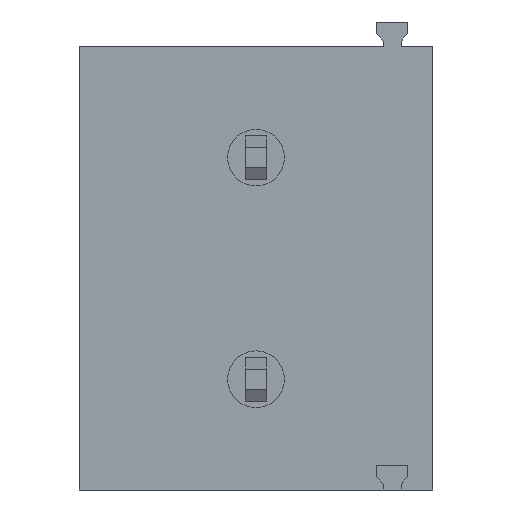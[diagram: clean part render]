
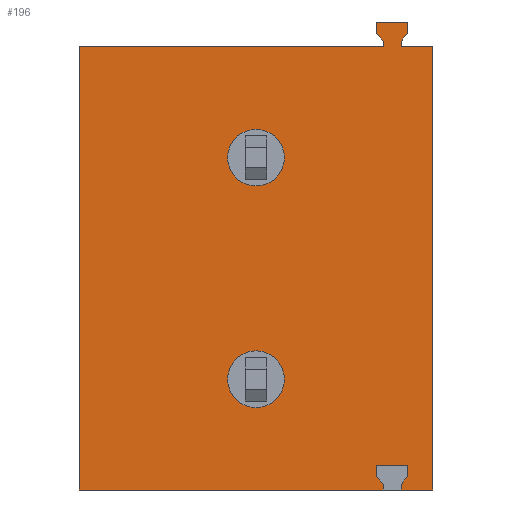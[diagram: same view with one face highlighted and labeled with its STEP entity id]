
A CAD part, front view. The second image highlights one B-rep face of the part: STEP entity #196.
In plain terms, the highlighted planar face has unit normal (0, -1, 0).
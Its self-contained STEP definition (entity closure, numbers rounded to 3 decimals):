
#196=ADVANCED_FACE('',(#507,#508,#509),#510,.T.);
#507=FACE_OUTER_BOUND('',#942,.T.);
#508=FACE_BOUND('',#943,.T.);
#509=FACE_BOUND('',#944,.T.);
#510=PLANE('',#945);
#942=EDGE_LOOP('',(#1466,#1467,#1468,#1469,#1470,#1471,#1472,#1473,#1474,#1475,#1476,#1477,#1478,#1479,#1480,#1481,#1482,#1483,#1484,#1485));
#943=EDGE_LOOP('',(#1486,#1487));
#944=EDGE_LOOP('',(#1488,#1489));
#945=AXIS2_PLACEMENT_3D('',#1490,#1491,#1492);
#1466=ORIENTED_EDGE('',*,*,#2638,.T.);
#1467=ORIENTED_EDGE('',*,*,#2651,.T.);
#1468=ORIENTED_EDGE('',*,*,#2652,.T.);
#1469=ORIENTED_EDGE('',*,*,#2653,.T.);
#1470=ORIENTED_EDGE('',*,*,#2654,.T.);
#1471=ORIENTED_EDGE('',*,*,#2655,.T.);
#1472=ORIENTED_EDGE('',*,*,#2656,.T.);
#1473=ORIENTED_EDGE('',*,*,#2657,.T.);
#1474=ORIENTED_EDGE('',*,*,#2658,.T.);
#1475=ORIENTED_EDGE('',*,*,#2659,.T.);
#1476=ORIENTED_EDGE('',*,*,#2660,.F.);
#1477=ORIENTED_EDGE('',*,*,#2661,.F.);
#1478=ORIENTED_EDGE('',*,*,#2662,.F.);
#1479=ORIENTED_EDGE('',*,*,#2663,.F.);
#1480=ORIENTED_EDGE('',*,*,#2664,.F.);
#1481=ORIENTED_EDGE('',*,*,#2665,.F.);
#1482=ORIENTED_EDGE('',*,*,#2666,.F.);
#1483=ORIENTED_EDGE('',*,*,#2667,.F.);
#1484=ORIENTED_EDGE('',*,*,#2668,.F.);
#1485=ORIENTED_EDGE('',*,*,#2669,.F.);
#1486=ORIENTED_EDGE('',*,*,#2670,.F.);
#1487=ORIENTED_EDGE('',*,*,#2629,.F.);
#1488=ORIENTED_EDGE('',*,*,#2583,.F.);
#1489=ORIENTED_EDGE('',*,*,#2671,.F.);
#1490=CARTESIAN_POINT('',(-4.901,0.0,-6.588));
#1491=DIRECTION('',(-0.0,-1.0,0.0));
#1492=DIRECTION('',(0.,0.0,1.0));
#2583=EDGE_CURVE('',#3083,#3086,#3087,.T.);
#2629=EDGE_CURVE('',#3165,#3168,#3169,.T.);
#2638=EDGE_CURVE('',#3183,#3184,#3185,.T.);
#2651=EDGE_CURVE('',#3184,#3204,#3205,.T.);
#2652=EDGE_CURVE('',#3204,#3206,#3207,.T.);
#2653=EDGE_CURVE('',#3206,#3208,#3209,.T.);
#2654=EDGE_CURVE('',#3208,#3210,#3211,.T.);
#2655=EDGE_CURVE('',#3210,#3212,#3213,.T.);
#2656=EDGE_CURVE('',#3212,#3214,#3215,.T.);
#2657=EDGE_CURVE('',#3214,#3216,#3217,.T.);
#2658=EDGE_CURVE('',#3216,#3218,#3219,.T.);
#2659=EDGE_CURVE('',#3218,#3220,#3221,.T.);
#2660=EDGE_CURVE('',#3222,#3220,#3223,.T.);
#2661=EDGE_CURVE('',#3224,#3222,#3225,.T.);
#2662=EDGE_CURVE('',#3226,#3224,#3227,.T.);
#2663=EDGE_CURVE('',#3228,#3226,#3229,.T.);
#2664=EDGE_CURVE('',#3230,#3228,#3231,.T.);
#2665=EDGE_CURVE('',#3232,#3230,#3233,.T.);
#2666=EDGE_CURVE('',#3234,#3232,#3235,.T.);
#2667=EDGE_CURVE('',#3236,#3234,#3237,.T.);
#2668=EDGE_CURVE('',#3238,#3236,#3239,.T.);
#2669=EDGE_CURVE('',#3183,#3238,#3240,.T.);
#2670=EDGE_CURVE('',#3168,#3165,#3241,.T.);
#2671=EDGE_CURVE('',#3086,#3083,#3242,.T.);
#3083=VERTEX_POINT('',#3881);
#3086=VERTEX_POINT('',#3885);
#3087=CIRCLE('',#3886,0.65);
#3165=VERTEX_POINT('',#4058);
#3168=VERTEX_POINT('',#4062);
#3169=CIRCLE('',#4063,0.65);
#3183=VERTEX_POINT('',#4080);
#3184=VERTEX_POINT('',#4081);
#3185=LINE('',#4082,#4083);
#3204=VERTEX_POINT('',#4264);
#3205=LINE('',#4265,#4266);
#3206=VERTEX_POINT('',#4267);
#3207=LINE('',#4268,#4269);
#3208=VERTEX_POINT('',#4270);
#3209=LINE('',#4271,#4272);
#3210=VERTEX_POINT('',#4273);
#3211=LINE('',#4274,#4275);
#3212=VERTEX_POINT('',#4276);
#3213=LINE('',#4277,#4278);
#3214=VERTEX_POINT('',#4279);
#3215=LINE('',#4280,#4281);
#3216=VERTEX_POINT('',#4282);
#3217=LINE('',#4283,#4284);
#3218=VERTEX_POINT('',#4285);
#3219=LINE('',#4286,#4287);
#3220=VERTEX_POINT('',#4288);
#3221=LINE('',#4289,#4290);
#3222=VERTEX_POINT('',#4291);
#3223=LINE('',#4292,#4293);
#3224=VERTEX_POINT('',#4294);
#3225=LINE('',#4295,#4296);
#3226=VERTEX_POINT('',#4297);
#3227=LINE('',#4298,#4299);
#3228=VERTEX_POINT('',#4300);
#3229=LINE('',#4301,#4302);
#3230=VERTEX_POINT('',#4303);
#3231=LINE('',#4304,#4305);
#3232=VERTEX_POINT('',#4306);
#3233=LINE('',#4307,#4308);
#3234=VERTEX_POINT('',#4309);
#3235=LINE('',#4310,#4311);
#3236=VERTEX_POINT('',#4312);
#3237=LINE('',#4313,#4314);
#3238=VERTEX_POINT('',#4315);
#3239=LINE('',#4316,#4317);
#3240=LINE('',#4318,#4319);
#3241=CIRCLE('',#4320,0.65);
#3242=CIRCLE('',#4321,0.65);
#3881=CARTESIAN_POINT('',(-4.127,0.0,-8.19));
#3885=CARTESIAN_POINT('',(-2.827,0.0,-8.19));
#3886=AXIS2_PLACEMENT_3D('',#5065,#5066,#5067);
#4058=CARTESIAN_POINT('',(-4.127,0.0,-3.11));
#4062=CARTESIAN_POINT('',(-2.827,0.0,-3.11));
#4063=AXIS2_PLACEMENT_3D('',#5139,#5140,#5141);
#4080=CARTESIAN_POINT('',(-7.527,0.0,-0.57));
#4081=CARTESIAN_POINT('',(-7.527,0.0,-10.73));
#4082=CARTESIAN_POINT('',(-7.527,0.0,-8.19));
#4083=VECTOR('',#5154,1.0);
#4264=CARTESIAN_POINT('',(-0.564,0.0,-10.73));
#4265=CARTESIAN_POINT('',(49.595,0.0,-10.73));
#4266=VECTOR('',#5167,1.0);
#4267=CARTESIAN_POINT('',(-0.564,0.0,-10.601));
#4268=CARTESIAN_POINT('',(-0.564,0.0,-8.19));
#4269=VECTOR('',#5168,1.0);
#4270=CARTESIAN_POINT('',(-0.714,0.0,-10.423));
#4271=CARTESIAN_POINT('',(-2.592,0.0,-8.19));
#4272=VECTOR('',#5169,1.0);
#4273=CARTESIAN_POINT('',(-0.714,0.0,-10.16));
#4274=CARTESIAN_POINT('',(-0.714,0.0,-8.19));
#4275=VECTOR('',#5170,1.0);
#4276=CARTESIAN_POINT('',(0.0,0.0,-10.16));
#4277=CARTESIAN_POINT('',(49.595,0.0,-10.16));
#4278=VECTOR('',#5171,1.0);
#4279=CARTESIAN_POINT('',(0.0,0.0,-10.423));
#4280=CARTESIAN_POINT('',(0.0,0.0,-8.19));
#4281=VECTOR('',#5172,1.0);
#4282=CARTESIAN_POINT('',(-0.15,0.0,-10.601));
#4283=CARTESIAN_POINT('',(1.878,0.0,-8.19));
#4284=VECTOR('',#5173,1.0);
#4285=CARTESIAN_POINT('',(-0.15,0.0,-10.73));
#4286=CARTESIAN_POINT('',(-0.15,0.0,-8.19));
#4287=VECTOR('',#5174,1.0);
#4288=CARTESIAN_POINT('',(0.573,0.0,-10.73));
#4289=CARTESIAN_POINT('',(49.595,0.0,-10.73));
#4290=VECTOR('',#5175,1.0);
#4291=CARTESIAN_POINT('',(0.573,0.0,-0.57));
#4292=CARTESIAN_POINT('',(0.573,0.0,-8.19));
#4293=VECTOR('',#5176,1.0);
#4294=CARTESIAN_POINT('',(-0.15,0.0,-0.57));
#4295=CARTESIAN_POINT('',(49.595,0.0,-0.57));
#4296=VECTOR('',#5177,1.0);
#4297=CARTESIAN_POINT('',(-0.15,0.0,-0.441));
#4298=CARTESIAN_POINT('',(-0.15,0.0,-8.19));
#4299=VECTOR('',#5178,1.0);
#4300=CARTESIAN_POINT('',(0.0,0.0,-0.263));
#4301=CARTESIAN_POINT('',(-6.666,0.0,-8.19));
#4302=VECTOR('',#5179,1.0);
#4303=CARTESIAN_POINT('',(0.0,0.0,0.));
#4304=CARTESIAN_POINT('',(0.,0.0,-8.19));
#4305=VECTOR('',#5180,1.0);
#4306=CARTESIAN_POINT('',(-0.714,0.0,0.));
#4307=CARTESIAN_POINT('',(49.595,0.0,0.0));
#4308=VECTOR('',#5181,1.0);
#4309=CARTESIAN_POINT('',(-0.714,0.0,-0.263));
#4310=CARTESIAN_POINT('',(-0.714,0.0,-8.19));
#4311=VECTOR('',#5182,1.0);
#4312=CARTESIAN_POINT('',(-0.564,0.0,-0.441));
#4313=CARTESIAN_POINT('',(5.952,0.0,-8.19));
#4314=VECTOR('',#5183,1.0);
#4315=CARTESIAN_POINT('',(-0.564,0.0,-0.57));
#4316=CARTESIAN_POINT('',(-0.564,0.0,-8.19));
#4317=VECTOR('',#5184,1.0);
#4318=CARTESIAN_POINT('',(49.595,0.0,-0.57));
#4319=VECTOR('',#5185,1.0);
#4320=AXIS2_PLACEMENT_3D('',#5186,#5187,#5188);
#4321=AXIS2_PLACEMENT_3D('',#5189,#5190,#5191);
#5065=CARTESIAN_POINT('',(-3.477,0.0,-8.19));
#5066=DIRECTION('',(0.0,-1.0,-0.0));
#5067=DIRECTION('',(-1.0,0.0,0.));
#5139=CARTESIAN_POINT('',(-3.477,0.0,-3.11));
#5140=DIRECTION('',(0.0,-1.0,-0.0));
#5141=DIRECTION('',(-1.0,0.0,0.));
#5154=DIRECTION('',(0.,0.0,-1.0));
#5167=DIRECTION('',(1.0,0.0,0.));
#5168=DIRECTION('',(0.,0.0,1.0));
#5169=DIRECTION('',(-0.644,0.0,0.765));
#5170=DIRECTION('',(0.,0.0,1.0));
#5171=DIRECTION('',(1.0,0.0,0.));
#5172=DIRECTION('',(0.,0.0,-1.0));
#5173=DIRECTION('',(-0.644,0.0,-0.765));
#5174=DIRECTION('',(0.,0.0,-1.0));
#5175=DIRECTION('',(1.0,0.0,0.));
#5176=DIRECTION('',(0.,0.0,-1.0));
#5177=DIRECTION('',(1.0,0.0,0.));
#5178=DIRECTION('',(0.,0.0,-1.0));
#5179=DIRECTION('',(-0.644,0.0,-0.765));
#5180=DIRECTION('',(0.,0.0,-1.0));
#5181=DIRECTION('',(1.0,0.0,0.));
#5182=DIRECTION('',(0.,0.0,1.0));
#5183=DIRECTION('',(-0.644,0.0,0.765));
#5184=DIRECTION('',(0.,0.0,1.0));
#5185=DIRECTION('',(1.0,0.0,0.));
#5186=CARTESIAN_POINT('',(-3.477,0.0,-3.11));
#5187=DIRECTION('',(0.0,-1.0,-0.0));
#5188=DIRECTION('',(-1.0,0.0,0.));
#5189=CARTESIAN_POINT('',(-3.477,0.0,-8.19));
#5190=DIRECTION('',(0.0,-1.0,-0.0));
#5191=DIRECTION('',(-1.0,0.0,0.));
